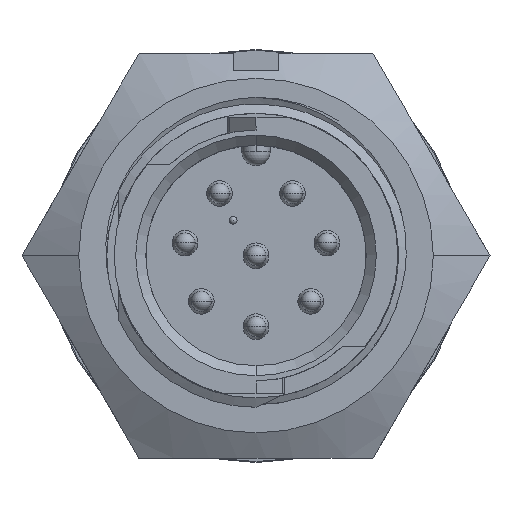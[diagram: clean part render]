
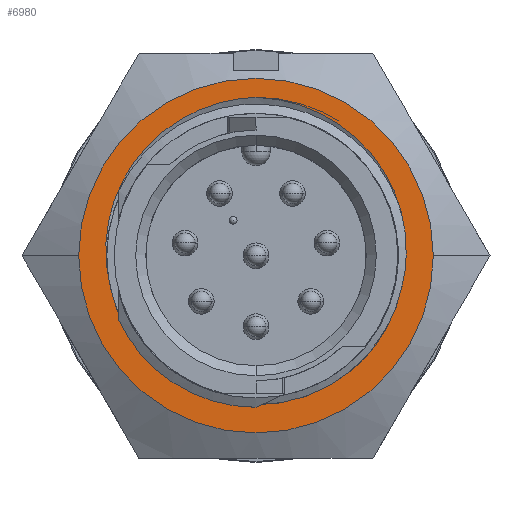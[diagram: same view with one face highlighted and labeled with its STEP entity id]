
A CAD part, top view. The second image highlights one B-rep face of the part: STEP entity #6980.
In plain terms, the highlighted planar face has unit normal (0, 0, 1).
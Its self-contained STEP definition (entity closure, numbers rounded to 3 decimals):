
#102 = DIRECTION ( 'NONE',  ( 0., 0., 1. ) ) ;
#182 = CARTESIAN_POINT ( 'NONE',  ( -7.334, -1.47, -5.288 ) ) ;
#232 = CARTESIAN_POINT ( 'NONE',  ( 8.89, 0., -5.288 ) ) ;
#296 = CARTESIAN_POINT ( 'NONE',  ( -7.4, -1.192, -5.288 ) ) ;
#361 = CARTESIAN_POINT ( 'NONE',  ( 6.255, 4.516, -5.288 ) ) ;
#662 = VERTEX_POINT ( 'NONE', #2556 ) ;
#743 = CARTESIAN_POINT ( 'NONE',  ( -7.334, -1.47, -5.288 ) ) ;
#1143 = CARTESIAN_POINT ( 'NONE',  ( -2.248, 7.557, -5.288 ) ) ;
#1324 = CARTESIAN_POINT ( 'NONE',  ( 6.557, 4.028, -5.288 ) ) ;
#1326 = CARTESIAN_POINT ( 'NONE',  ( -6.555, 4.03, -5.288 ) ) ;
#1388 = CARTESIAN_POINT ( 'NONE',  ( 1.417, 7.769, -5.288 ) ) ;
#1636 = AXIS2_PLACEMENT_3D ( 'NONE', #2921, #10994, #2262 ) ;
#2262 = DIRECTION ( 'NONE',  ( -1., 0., 0. ) ) ;
#2292 = CARTESIAN_POINT ( 'NONE',  ( -7.534, -0.057, -5.288 ) ) ;
#2354 = CARTESIAN_POINT ( 'NONE',  ( 2.774, 7.36, -5.288 ) ) ;
#2484 = CARTESIAN_POINT ( 'NONE',  ( 5.55, 5.413, -5.288 ) ) ;
#2556 = CARTESIAN_POINT ( 'NONE',  ( 0., 7.938, -5.288 ) ) ;
#2921 = CARTESIAN_POINT ( 'NONE',  ( -5.866, -10.16, -5.288 ) ) ;
#2940 = VERTEX_POINT ( 'NONE', #743 ) ;
#3181 = CARTESIAN_POINT ( 'NONE',  ( 4.269, 6.536, -5.288 ) ) ;
#3244 = CARTESIAN_POINT ( 'NONE',  ( -7.536, 0.794, -5.288 ) ) ;
#3365 = CARTESIAN_POINT ( 'NONE',  ( 7.23, 2.457, -5.288 ) ) ;
#3433 = CARTESIAN_POINT ( 'NONE',  ( 0.286, 7.929, -5.288 ) ) ;
#3678 = EDGE_CURVE ( 'NONE', #12093, #5306, #7824, .T. ) ;
#3880 = FACE_OUTER_BOUND ( 'NONE', #12042, .T. ) ;
#4215 = CARTESIAN_POINT ( 'NONE',  ( -3.795, 6.844, -5.288 ) ) ;
#4286 = CARTESIAN_POINT ( 'NONE',  ( -7.475, 1.358, -5.288 ) ) ;
#4343 = EDGE_CURVE ( 'NONE', #2940, #11572, #7341, .T. ) ;
#4440 = DIRECTION ( 'NONE',  ( -1., 0., 0. ) ) ;
#4511 = ORIENTED_EDGE ( 'NONE', *, *, #9057, .F. ) ;
#4836 = CARTESIAN_POINT ( 'NONE',  ( -8.89, 0., -5.288 ) ) ;
#5073 = CARTESIAN_POINT ( 'NONE',  ( -7.04, 3.009, -5.288 ) ) ;
#5233 = EDGE_CURVE ( 'NONE', #662, #11572, #6663, .T. ) ;
#5245 = CARTESIAN_POINT ( 'NONE',  ( 7.047, 2.994, -5.288 ) ) ;
#5247 = CARTESIAN_POINT ( 'NONE',  ( -0.572, 7.92, -5.288 ) ) ;
#5306 = VERTEX_POINT ( 'NONE', #232 ) ;
#5315 = CARTESIAN_POINT ( 'NONE',  ( 7.537, 0.781, -5.288 ) ) ;
#5341 = CARTESIAN_POINT ( 'NONE',  ( 0., 0., -5.288 ) ) ;
#5407 = DIRECTION ( 'NONE',  ( -1., 0., 0. ) ) ;
#6033 = CARTESIAN_POINT ( 'NONE',  ( -7.225, 2.475, -5.288 ) ) ;
#6272 = CARTESIAN_POINT ( 'NONE',  ( 7.532, -0.351, -5.288 ) ) ;
#6405 = CARTESIAN_POINT ( 'NONE',  ( 7.334, -1.47, -5.288 ) ) ;
#6663 = B_SPLINE_CURVE_WITH_KNOTS ( 'NONE', 3,
 ( #7389, #3433, #10228, #8229, #1388, #10099, #2354, #12193, #3181, #10363, #2484, #361, #1324, #5245, #3365, #7315, #5315, #6272, #11277, #6405 ),
 .UNSPECIFIED., .F., .F.,
 ( 4, 2, 2, 2, 2, 2, 2, 2, 2, 4 ),
 ( 0., 0.001, 0.002, 0.003, 0.005, 0.007, 0.009, 0.01, 0.012, 0.014 ),
 .UNSPECIFIED. ) ;
#6980 = ADVANCED_FACE ( 'NONE', ( #12493, #3880 ), #11794, .F. ) ;
#7144 = CIRCLE ( 'NONE', #9450, 8.89 ) ;
#7315 = CARTESIAN_POINT ( 'NONE',  ( 7.475, 1.355, -5.288 ) ) ;
#7317 = CARTESIAN_POINT ( 'NONE',  ( -7.517, -0.343, -5.288 ) ) ;
#7341 = CIRCLE ( 'NONE', #8601, 7.48 ) ;
#7389 = CARTESIAN_POINT ( 'NONE',  ( 0., 7.938, -5.288 ) ) ;
#7824 = CIRCLE ( 'NONE', #11964, 8.89 ) ;
#8044 = CARTESIAN_POINT ( 'NONE',  ( -1.142, 7.839, -5.288 ) ) ;
#8164 = CARTESIAN_POINT ( 'NONE',  ( -5.156, 5.813, -5.288 ) ) ;
#8192 = CARTESIAN_POINT ( 'NONE',  ( 0., 0., -5.288 ) ) ;
#8229 = CARTESIAN_POINT ( 'NONE',  ( 1.136, 7.824, -5.288 ) ) ;
#8601 = AXIS2_PLACEMENT_3D ( 'NONE', #10889, #102, #11864 ) ;
#8717 = EDGE_CURVE ( 'NONE', #2940, #662, #10353, .T. ) ;
#8918 = ORIENTED_EDGE ( 'NONE', *, *, #4343, .F. ) ;
#9057 = EDGE_CURVE ( 'NONE', #5306, #12093, #7144, .T. ) ;
#9082 = CARTESIAN_POINT ( 'NONE',  ( -2.787, 7.354, -5.288 ) ) ;
#9291 = DIRECTION ( 'NONE',  ( 0., 0., -1. ) ) ;
#9450 = AXIS2_PLACEMENT_3D ( 'NONE', #5341, #9291, #5407 ) ;
#9981 = CARTESIAN_POINT ( 'NONE',  ( -5.552, 5.41, -5.288 ) ) ;
#10099 = CARTESIAN_POINT ( 'NONE',  ( 2.242, 7.558, -5.288 ) ) ;
#10165 = CARTESIAN_POINT ( 'NONE',  ( -4.27, 6.536, -5.288 ) ) ;
#10228 = CARTESIAN_POINT ( 'NONE',  ( 0.57, 7.904, -5.288 ) ) ;
#10353 = B_SPLINE_CURVE_WITH_KNOTS ( 'NONE', 3,
 ( #182, #296, #12129, #7317, #2292, #3244, #4286, #6033, #5073, #1326, #11149, #9981, #8164, #10165, #4215, #9082, #1143, #8044, #5247, #12005 ),
 .UNSPECIFIED., .F., .F.,
 ( 4, 2, 2, 2, 2, 2, 2, 2, 2, 4 ),
 ( 0., 0.001, 0.002, 0.003, 0.005, 0.007, 0.009, 0.01, 0.012, 0.014 ),
 .UNSPECIFIED. ) ;
#10363 = CARTESIAN_POINT ( 'NONE',  ( 5.145, 5.822, -5.288 ) ) ;
#10451 = CARTESIAN_POINT ( 'NONE',  ( 7.334, -1.47, -5.288 ) ) ;
#10485 = EDGE_LOOP ( 'NONE', ( #11751, #11784, #8918 ) ) ;
#10889 = CARTESIAN_POINT ( 'NONE',  ( 0., 0., -5.288 ) ) ;
#10994 = DIRECTION ( 'NONE',  ( 0., 0., -1. ) ) ;
#11149 = CARTESIAN_POINT ( 'NONE',  ( -6.251, 4.521, -5.288 ) ) ;
#11277 = CARTESIAN_POINT ( 'NONE',  ( 7.466, -0.913, -5.288 ) ) ;
#11306 = DIRECTION ( 'NONE',  ( 0., 0., -1. ) ) ;
#11465 = ORIENTED_EDGE ( 'NONE', *, *, #3678, .F. ) ;
#11572 = VERTEX_POINT ( 'NONE', #10451 ) ;
#11751 = ORIENTED_EDGE ( 'NONE', *, *, #8717, .T. ) ;
#11784 = ORIENTED_EDGE ( 'NONE', *, *, #5233, .T. ) ;
#11794 = PLANE ( 'NONE',  #1636 ) ;
#11864 = DIRECTION ( 'NONE',  ( 1., 0., 0. ) ) ;
#11964 = AXIS2_PLACEMENT_3D ( 'NONE', #8192, #11306, #4440 ) ;
#12005 = CARTESIAN_POINT ( 'NONE',  ( 0., 7.938, -5.288 ) ) ;
#12042 = EDGE_LOOP ( 'NONE', ( #11465, #4511 ) ) ;
#12093 = VERTEX_POINT ( 'NONE', #4836 ) ;
#12129 = CARTESIAN_POINT ( 'NONE',  ( -7.45, -0.91, -5.288 ) ) ;
#12193 = CARTESIAN_POINT ( 'NONE',  ( 3.795, 6.845, -5.288 ) ) ;
#12493 = FACE_BOUND ( 'NONE', #10485, .T. ) ;
